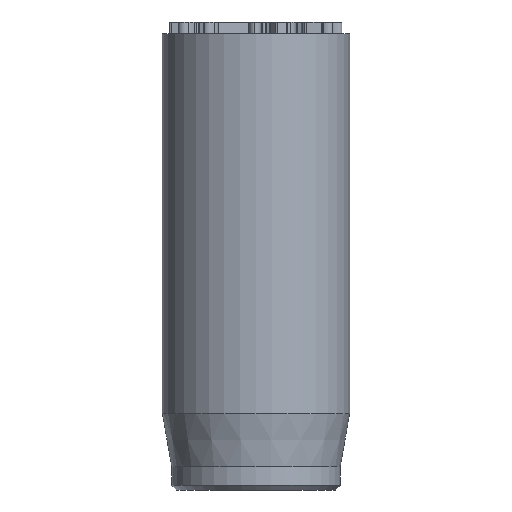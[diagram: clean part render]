
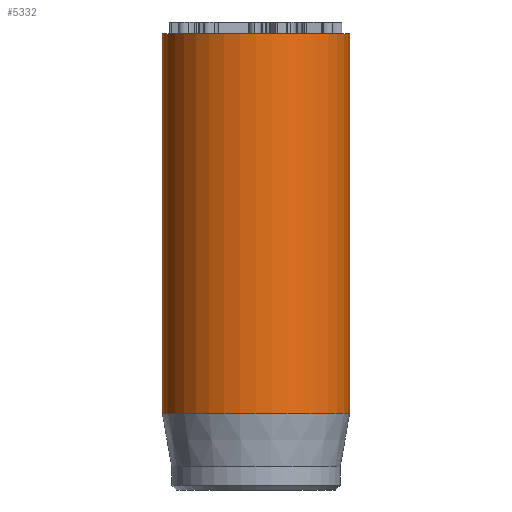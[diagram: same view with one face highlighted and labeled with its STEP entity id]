
A CAD part, front view. The second image highlights one B-rep face of the part: STEP entity #5332.
In plain terms, the highlighted cylindrical face has radius 4 mm (diameter 8 mm), a full revolution.
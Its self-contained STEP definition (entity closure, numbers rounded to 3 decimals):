
#32=CYLINDRICAL_SURFACE('',#5539,4.);
#44=CIRCLE('',#5506,4.);
#60=CIRCLE('',#5537,4.);
#61=CIRCLE('',#5538,4.);
#429=FACE_OUTER_BOUND('',#745,.T.);
#745=EDGE_LOOP('',(#4615,#4616,#4617,#4618,#4619));
#1121=LINE('',#9795,#1513);
#1513=VECTOR('',#6093,4.);
#2391=VERTEX_POINT('',#9734);
#2407=VERTEX_POINT('',#9789);
#2408=VERTEX_POINT('',#9790);
#3134=EDGE_CURVE('',#2391,#2391,#44,.T.);
#3158=EDGE_CURVE('',#2407,#2408,#60,.T.);
#3159=EDGE_CURVE('',#2408,#2407,#61,.T.);
#3161=EDGE_CURVE('',#2391,#2407,#1121,.T.);
#4615=ORIENTED_EDGE('',*,*,#3134,.T.);
#4616=ORIENTED_EDGE('',*,*,#3161,.T.);
#4617=ORIENTED_EDGE('',*,*,#3158,.T.);
#4618=ORIENTED_EDGE('',*,*,#3159,.T.);
#4619=ORIENTED_EDGE('',*,*,#3161,.F.);
#5332=ADVANCED_FACE('',(#429),#32,.T.);
#5506=AXIS2_PLACEMENT_3D('',#9735,#6016,#6017);
#5537=AXIS2_PLACEMENT_3D('',#9791,#6086,#6087);
#5538=AXIS2_PLACEMENT_3D('',#9792,#6088,#6089);
#5539=AXIS2_PLACEMENT_3D('',#9794,#6091,#6092);
#6016=DIRECTION('center_axis',(0.,0.,-1.));
#6017=DIRECTION('ref_axis',(-1.,0.,0.));
#6086=DIRECTION('center_axis',(0.,0.,1.));
#6087=DIRECTION('ref_axis',(-1.,0.,0.));
#6088=DIRECTION('center_axis',(0.,0.,1.));
#6089=DIRECTION('ref_axis',(-1.,0.,0.));
#6091=DIRECTION('center_axis',(0.,0.,1.));
#6092=DIRECTION('ref_axis',(-1.,0.,0.));
#6093=DIRECTION('',(0.,0.,-1.));
#9734=CARTESIAN_POINT('',(4.,0.,19.5));
#9735=CARTESIAN_POINT('Origin',(0.,0.,19.5));
#9789=CARTESIAN_POINT('',(4.,0.,3.269));
#9790=CARTESIAN_POINT('',(-4.,0.,3.269));
#9791=CARTESIAN_POINT('Origin',(0.,0.,3.269));
#9792=CARTESIAN_POINT('Origin',(0.,0.,3.269));
#9794=CARTESIAN_POINT('Origin',(0.,0.,0.));
#9795=CARTESIAN_POINT('',(4.,0.,0.));
